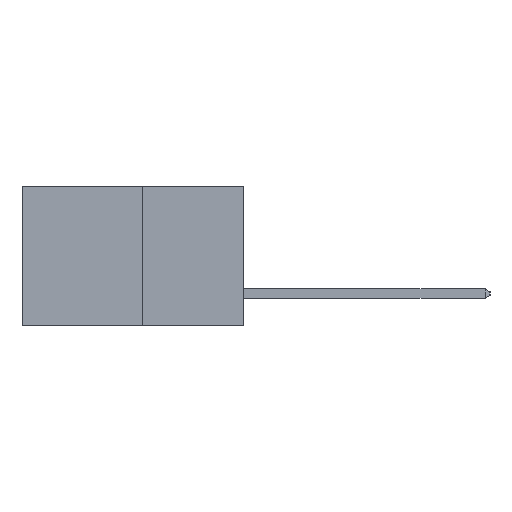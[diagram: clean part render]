
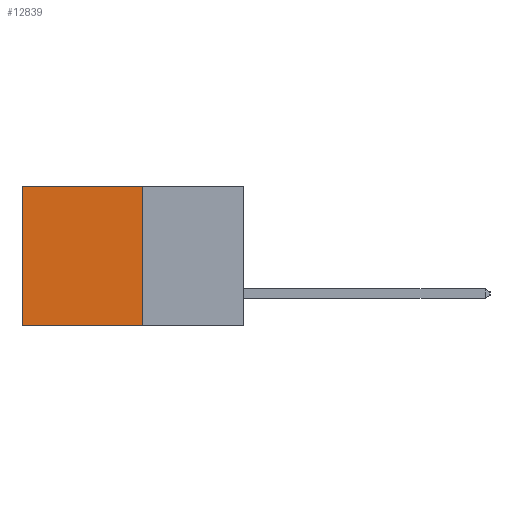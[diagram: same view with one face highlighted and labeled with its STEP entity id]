
A CAD part, left-side view. The second image highlights one B-rep face of the part: STEP entity #12839.
In plain terms, the highlighted planar face has unit normal (-1, 0, 0).
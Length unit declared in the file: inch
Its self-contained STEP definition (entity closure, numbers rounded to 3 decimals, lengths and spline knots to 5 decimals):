
#99 = EDGE_LOOP ( 'NONE', ( #8228, #12236, #16864, #4780 ) ) ;
#1215 = AXIS2_PLACEMENT_3D ( 'NONE', #6685, #17864, #8372 ) ;
#1307 = CARTESIAN_POINT ( 'NONE',  ( 0.277, 0.27, 0. ) ) ;
#2732 = CARTESIAN_POINT ( 'NONE',  ( 0.277, 0.59, 0. ) ) ;
#3116 = EDGE_CURVE ( 'NONE', #5578, #7228, #10506, .T. ) ;
#4575 = LINE ( 'NONE', #1307, #9510 ) ;
#4780 = ORIENTED_EDGE ( 'NONE', *, *, #7247, .T. ) ;
#5032 = PLANE ( 'NONE',  #1215 ) ;
#5105 = EDGE_CURVE ( 'NONE', #15371, #7228, #20607, .T. ) ;
#5578 = VERTEX_POINT ( 'NONE', #15995 ) ;
#6123 = VECTOR ( 'NONE', #8838, 39.37008 ) ;
#6182 = CARTESIAN_POINT ( 'NONE',  ( 0.277, 0.59, -0.37 ) ) ;
#6685 = CARTESIAN_POINT ( 'NONE',  ( 0.277, 0.27, -0.37 ) ) ;
#6802 = VECTOR ( 'NONE', #18730, 39.37008 ) ;
#7228 = VERTEX_POINT ( 'NONE', #6182 ) ;
#7247 = EDGE_CURVE ( 'NONE', #10850, #15371, #4575, .T. ) ;
#8228 = ORIENTED_EDGE ( 'NONE', *, *, #5105, .T. ) ;
#8372 = DIRECTION ( 'NONE',  ( 0., 0., -1. ) ) ;
#8838 = DIRECTION ( 'NONE',  ( 0., 1., 0. ) ) ;
#9510 = VECTOR ( 'NONE', #12762, 39.37008 ) ;
#10506 = LINE ( 'NONE', #15223, #6123 ) ;
#10850 = VERTEX_POINT ( 'NONE', #16067 ) ;
#12236 = ORIENTED_EDGE ( 'NONE', *, *, #3116, .F. ) ;
#12361 = VECTOR ( 'NONE', #20256, 39.37008 ) ;
#12762 = DIRECTION ( 'NONE',  ( 0., 1., 0. ) ) ;
#12839 = ADVANCED_FACE ( 'NONE', ( #16892 ), #5032, .F. ) ;
#13364 = EDGE_CURVE ( 'NONE', #10850, #5578, #15404, .T. ) ;
#15223 = CARTESIAN_POINT ( 'NONE',  ( 0.277, 0.27, -0.37 ) ) ;
#15371 = VERTEX_POINT ( 'NONE', #2732 ) ;
#15404 = LINE ( 'NONE', #17191, #6802 ) ;
#15995 = CARTESIAN_POINT ( 'NONE',  ( 0.277, 0.27, -0.37 ) ) ;
#16067 = CARTESIAN_POINT ( 'NONE',  ( 0.277, 0.27, 0. ) ) ;
#16864 = ORIENTED_EDGE ( 'NONE', *, *, #13364, .F. ) ;
#16892 = FACE_OUTER_BOUND ( 'NONE', #99, .T. ) ;
#17191 = CARTESIAN_POINT ( 'NONE',  ( 0.277, 0.27, -0.37 ) ) ;
#17864 = DIRECTION ( 'NONE',  ( 1., 0., 0. ) ) ;
#18730 = DIRECTION ( 'NONE',  ( 0., 0., -1. ) ) ;
#20256 = DIRECTION ( 'NONE',  ( 0., 0., -1. ) ) ;
#20431 = CARTESIAN_POINT ( 'NONE',  ( 0.277, 0.59, -0.37 ) ) ;
#20607 = LINE ( 'NONE', #20431, #12361 ) ;
